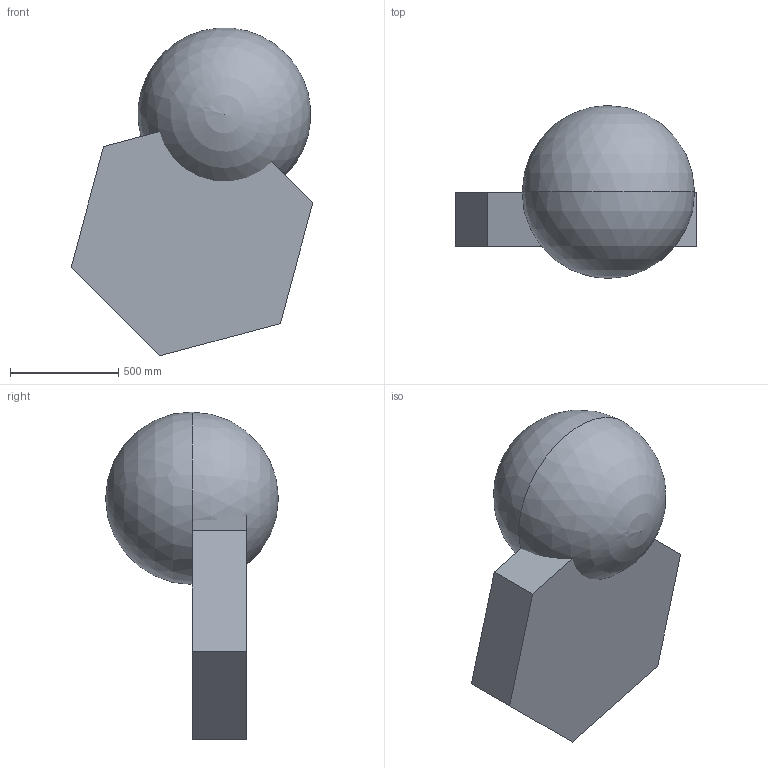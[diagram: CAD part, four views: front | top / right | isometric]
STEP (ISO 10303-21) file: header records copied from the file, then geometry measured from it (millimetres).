
FILE_DESCRIPTION (( 'STEP AP214' ), '1' );
FILE_NAME ('teset.STEP', '2024-04-09T02:29:20', ( '' ), ( '' ), 'SwSTEP 2.0', 'SolidWorks 2023', '' );
FILE_SCHEMA (( 'AUTOMOTIVE_DESIGN' ));
Length unit declared in the file: inch
Products named in the file (1): teset
Bounding box: 1115.37 x 797.62 x 1512.9 mm (x, y, z)
Volume: 482204631 mm3; surface area: 4596756.3 mm2
Topology: 2 solids, 2 shells, 10 faces, 25 edges, 17 vertices
Faces by surface type: plane 8, sphere 2
Entity records: 300 total; most frequent: CARTESIAN_POINT 45, DIRECTION 44, ORIENTED_EDGE 40, EDGE_CURVE 20, VECTOR 18, LINE 18, VERTEX_POINT 14, AXIS2_PLACEMENT_3D 13
